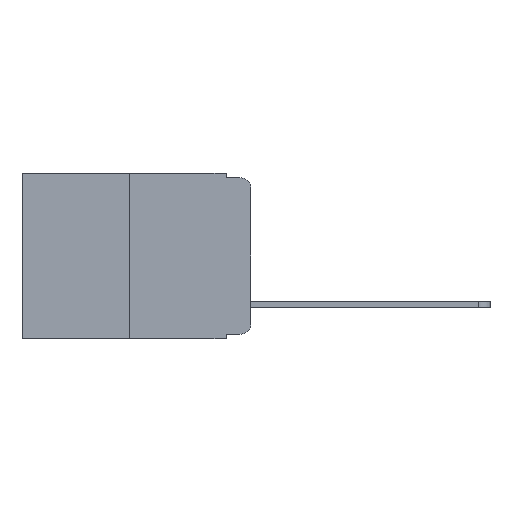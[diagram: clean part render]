
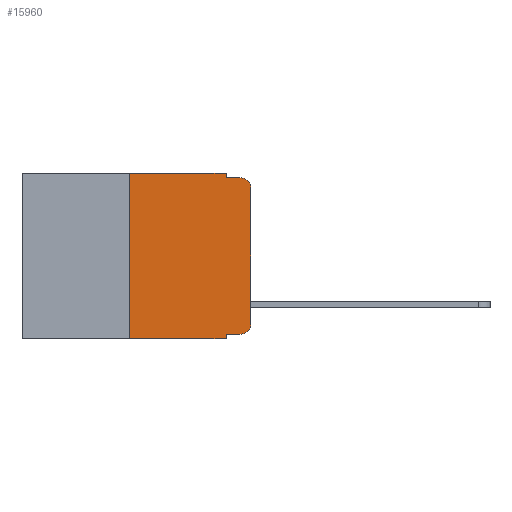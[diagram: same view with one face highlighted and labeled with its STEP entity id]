
A CAD part, left-side view. The second image highlights one B-rep face of the part: STEP entity #15960.
In plain terms, the highlighted planar face has unit normal (-1, 0, 0).
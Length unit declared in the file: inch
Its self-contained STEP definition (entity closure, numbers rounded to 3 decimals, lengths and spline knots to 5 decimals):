
#171 = DIRECTION ( 'NONE',  ( -1., 0., 0. ) ) ;
#536 = DIRECTION ( 'NONE',  ( -1., 0., 0. ) ) ;
#635 = VERTEX_POINT ( 'NONE', #7287 ) ;
#1462 = LINE ( 'NONE', #14838, #17654 ) ;
#1855 = CARTESIAN_POINT ( 'NONE',  ( 0., 0., 0. ) ) ;
#2796 = ORIENTED_EDGE ( 'NONE', *, *, #15828, .F. ) ;
#3235 = LINE ( 'NONE', #6536, #11289 ) ;
#3386 = VERTEX_POINT ( 'NONE', #13062 ) ;
#3603 = CARTESIAN_POINT ( 'NONE',  ( 0., 0.02, -0.333 ) ) ;
#3670 = VECTOR ( 'NONE', #18461, 39.37008 ) ;
#3673 = ORIENTED_EDGE ( 'NONE', *, *, #9789, .T. ) ;
#4004 = CARTESIAN_POINT ( 'NONE',  ( 0., 0.25, -0.343 ) ) ;
#4170 = DIRECTION ( 'NONE',  ( 0., -1., 0. ) ) ;
#4217 = AXIS2_PLACEMENT_3D ( 'NONE', #18244, #536, #11879 ) ;
#4601 = CARTESIAN_POINT ( 'NONE',  ( 0., 0.25, 0. ) ) ;
#4678 = CIRCLE ( 'NONE', #17033, 0.02 ) ;
#4954 = VERTEX_POINT ( 'NONE', #4004 ) ;
#4963 = VECTOR ( 'NONE', #9969, 39.37008 ) ;
#5328 = VERTEX_POINT ( 'NONE', #4601 ) ;
#5926 = DIRECTION ( 'NONE',  ( 0., 0., -1. ) ) ;
#5939 = CARTESIAN_POINT ( 'NONE',  ( 0., 0.02, -0.01 ) ) ;
#6158 = FACE_OUTER_BOUND ( 'NONE', #15712, .T. ) ;
#6305 = ORIENTED_EDGE ( 'NONE', *, *, #11369, .F. ) ;
#6324 = CARTESIAN_POINT ( 'NONE',  ( 0., 0., -0.313 ) ) ;
#6351 = EDGE_CURVE ( 'NONE', #12542, #11753, #17011, .T. ) ;
#6387 = CARTESIAN_POINT ( 'NONE',  ( 0., 0.473, -0.343 ) ) ;
#6536 = CARTESIAN_POINT ( 'NONE',  ( 0., 0.051, 0. ) ) ;
#6683 = CARTESIAN_POINT ( 'NONE',  ( 0., 0.051, -0.333 ) ) ;
#6877 = VERTEX_POINT ( 'NONE', #10524 ) ;
#7287 = CARTESIAN_POINT ( 'NONE',  ( 0., 0.051, -0.343 ) ) ;
#8015 = VERTEX_POINT ( 'NONE', #17719 ) ;
#8079 = ORIENTED_EDGE ( 'NONE', *, *, #12483, .F. ) ;
#8101 = LINE ( 'NONE', #1855, #3670 ) ;
#8502 = ORIENTED_EDGE ( 'NONE', *, *, #6351, .T. ) ;
#8657 = VECTOR ( 'NONE', #18477, 39.37008 ) ;
#8750 = AXIS2_PLACEMENT_3D ( 'NONE', #17861, #9467, #19187 ) ;
#9262 = LINE ( 'NONE', #15611, #4963 ) ;
#9467 = DIRECTION ( 'NONE',  ( 1., 0., 0. ) ) ;
#9516 = EDGE_CURVE ( 'NONE', #9677, #12542, #11908, .T. ) ;
#9677 = VERTEX_POINT ( 'NONE', #6683 ) ;
#9789 = EDGE_CURVE ( 'NONE', #11753, #6877, #8101, .T. ) ;
#9923 = CARTESIAN_POINT ( 'NONE',  ( 0., 0.25, 0. ) ) ;
#9969 = DIRECTION ( 'NONE',  ( 0., -1., 0. ) ) ;
#10077 = CARTESIAN_POINT ( 'NONE',  ( 0., 0.02, -0.03 ) ) ;
#10159 = CARTESIAN_POINT ( 'NONE',  ( 0., 0.473, 0. ) ) ;
#10524 = CARTESIAN_POINT ( 'NONE',  ( 0., 0., -0.03 ) ) ;
#10526 = EDGE_CURVE ( 'NONE', #9677, #635, #1462, .T. ) ;
#11022 = VECTOR ( 'NONE', #4170, 39.37008 ) ;
#11141 = DIRECTION ( 'NONE',  ( 0., 0., -1. ) ) ;
#11289 = VECTOR ( 'NONE', #11141, 39.37008 ) ;
#11369 = EDGE_CURVE ( 'NONE', #8015, #12227, #9262, .T. ) ;
#11572 = DIRECTION ( 'NONE',  ( 0., 0., -1. ) ) ;
#11753 = VERTEX_POINT ( 'NONE', #6324 ) ;
#11879 = DIRECTION ( 'NONE',  ( 0., 0., -1. ) ) ;
#11908 = LINE ( 'NONE', #17419, #11022 ) ;
#11960 = PLANE ( 'NONE',  #8750 ) ;
#12000 = LINE ( 'NONE', #9923, #14393 ) ;
#12027 = EDGE_CURVE ( 'NONE', #6877, #12227, #4678, .T. ) ;
#12227 = VERTEX_POINT ( 'NONE', #5939 ) ;
#12483 = EDGE_CURVE ( 'NONE', #4954, #5328, #12000, .T. ) ;
#12542 = VERTEX_POINT ( 'NONE', #3603 ) ;
#12614 = LINE ( 'NONE', #10159, #8657 ) ;
#13062 = CARTESIAN_POINT ( 'NONE',  ( 0., 0.051, 0. ) ) ;
#13426 = EDGE_CURVE ( 'NONE', #3386, #8015, #3235, .T. ) ;
#14393 = VECTOR ( 'NONE', #19518, 39.37008 ) ;
#14505 = VECTOR ( 'NONE', #16603, 39.37008 ) ;
#14595 = EDGE_CURVE ( 'NONE', #4954, #635, #17690, .T. ) ;
#14838 = CARTESIAN_POINT ( 'NONE',  ( 0., 0.051, 0. ) ) ;
#15611 = CARTESIAN_POINT ( 'NONE',  ( 0., 0.051, -0.01 ) ) ;
#15712 = EDGE_LOOP ( 'NONE', ( #3673, #17233, #6305, #17389, #2796, #8079, #17039, #17631, #18062, #8502 ) ) ;
#15828 = EDGE_CURVE ( 'NONE', #5328, #3386, #12614, .T. ) ;
#15960 = ADVANCED_FACE ( 'NONE', ( #6158 ), #11960, .F. ) ;
#16603 = DIRECTION ( 'NONE',  ( 0., -1., 0. ) ) ;
#17011 = CIRCLE ( 'NONE', #4217, 0.02 ) ;
#17033 = AXIS2_PLACEMENT_3D ( 'NONE', #10077, #171, #11572 ) ;
#17039 = ORIENTED_EDGE ( 'NONE', *, *, #14595, .T. ) ;
#17233 = ORIENTED_EDGE ( 'NONE', *, *, #12027, .T. ) ;
#17389 = ORIENTED_EDGE ( 'NONE', *, *, #13426, .F. ) ;
#17419 = CARTESIAN_POINT ( 'NONE',  ( 0., 0.051, -0.333 ) ) ;
#17631 = ORIENTED_EDGE ( 'NONE', *, *, #10526, .F. ) ;
#17654 = VECTOR ( 'NONE', #5926, 39.37008 ) ;
#17690 = LINE ( 'NONE', #6387, #14505 ) ;
#17719 = CARTESIAN_POINT ( 'NONE',  ( 0., 0.051, -0.01 ) ) ;
#17861 = CARTESIAN_POINT ( 'NONE',  ( 0., 0.473, 0. ) ) ;
#18062 = ORIENTED_EDGE ( 'NONE', *, *, #9516, .T. ) ;
#18244 = CARTESIAN_POINT ( 'NONE',  ( 0., 0.02, -0.313 ) ) ;
#18461 = DIRECTION ( 'NONE',  ( 0., 0., 1. ) ) ;
#18477 = DIRECTION ( 'NONE',  ( 0., -1., 0. ) ) ;
#19187 = DIRECTION ( 'NONE',  ( 0., 0., -1. ) ) ;
#19518 = DIRECTION ( 'NONE',  ( 0., 0., 1. ) ) ;
